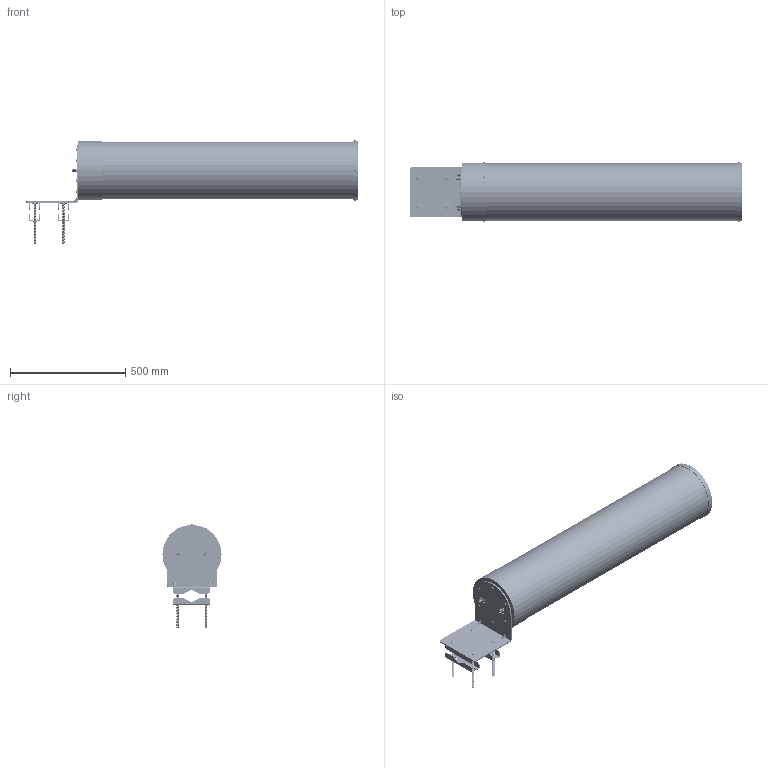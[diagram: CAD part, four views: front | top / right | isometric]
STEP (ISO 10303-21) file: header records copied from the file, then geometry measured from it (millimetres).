
FILE_DESCRIPTION (( 'STEP AP214' ), '1' );
FILE_NAME ('FM51OM1021_3D.step', '2022-12-30T19:04:15', ( '' ), ( '' ), 'SwSTEP 2.0', 'SolidWorks 2022', '' );
FILE_SCHEMA (( 'AUTOMOTIVE_DESIGN' ));
Length unit declared in the file: millimetre
Products named in the file (23): Copy of A2.stp^Copy of 900MHZ.stp_FM51OM1021; Copy of A3.stp^Copy of 900MHZ.stp_FM51OM1021; Copy of M4X12ZG.stp^Copy of 900MHZ.stp_FM51OM1021; Copy of M6X10.stp^Copy of 900MHZ.stp_FM51OM1021; Copy of 900MHZ.stp^FM51OM1021; Copy of L2200628_.stp^Copy of 900MHZ.stp_FM51OM1021; Copy of 3.stp^Copy of 900MHZ.stp_FM51OM1021; Copy of 6_GBT94.stp^Copy of 900MHZ.stp_FM51OM1021; Copy of A4.stp^Copy of 900MHZ.stp_FM51OM1021; Copy of Brackets^FM51OM1021; Copy of M6FKLM.stp^Copy of 900MHZ.stp_FM51OM1021; Copy of M10X200.stp^Copy of 900MHZ.stp_FM51OM1021; Copy of N-KLH-3.stp^Copy of 900MHZ.stp_FM51OM1021; Copy of M10.stp^Copy of 900MHZ.stp_FM51OM1021; Copy of 2.stp^Copy of 900MHZ.stp_FM51OM1021; Copy of M4X16.stp^Copy of 900MHZ.stp_FM51OM1021; Copy of M4X20.stp^Copy of 900MHZ.stp_FM51OM1021; FM51OM1021_3D; Copy of A1.stp^Copy of 900MHZ.stp_FM51OM1021; Copy of M6_12YMLD.stp^Copy of 900MHZ.stp_FM51OM1021; Copy of M6X5YMDQ.stp^Copy of 900MHZ.stp_FM51OM1021; Copy of M4.stp^Copy of 900MHZ.stp_FM51OM1021; Copy of 1.stp^Copy of 900MHZ.stp_FM51OM1021
Assembly tree (89 placements, depth 3):
  FM51OM1021_3D
    Copy of 900MHZ.stp^FM51OM1021
      Copy of 1.stp^Copy of 900MHZ.stp_FM51OM1021
      Copy of 2.stp^Copy of 900MHZ.stp_FM51OM1021  x12
      Copy of A2.stp^Copy of 900MHZ.stp_FM51OM1021
      Copy of 3.stp^Copy of 900MHZ.stp_FM51OM1021  x2
      Copy of M6_12YMLD.stp^Copy of 900MHZ.stp_FM51OM1021  x4
      Copy of 6_GBT94.stp^Copy of 900MHZ.stp_FM51OM1021  x4
      Copy of M6FKLM.stp^Copy of 900MHZ.stp_FM51OM1021  x4
      Copy of M6X5YMDQ.stp^Copy of 900MHZ.stp_FM51OM1021  x6
      Copy of N-KLH-3.stp^Copy of 900MHZ.stp_FM51OM1021  x2
      Copy of A1.stp^Copy of 900MHZ.stp_FM51OM1021
      Copy of A3.stp^Copy of 900MHZ.stp_FM51OM1021
      Copy of A4.stp^Copy of 900MHZ.stp_FM51OM1021
      Copy of M4X16.stp^Copy of 900MHZ.stp_FM51OM1021  x16
      Copy of M4X20.stp^Copy of 900MHZ.stp_FM51OM1021  x2
      Copy of M4.stp^Copy of 900MHZ.stp_FM51OM1021  x2
      Copy of M6X10.stp^Copy of 900MHZ.stp_FM51OM1021  x6
      Copy of M4X12ZG.stp^Copy of 900MHZ.stp_FM51OM1021  x11
      Copy of L2200628_.stp^Copy of 900MHZ.stp_FM51OM1021  x2
      Copy of M10X200.stp^Copy of 900MHZ.stp_FM51OM1021  x4
      Copy of M10.stp^Copy of 900MHZ.stp_FM51OM1021  x4
    Copy of Brackets^FM51OM1021  x2
Bounding box: 1441 x 262.09 x 449.04 mm (x, y, z)
Volume: 3773098.2 mm3; surface area: 3236470.6 mm2
Topology: 52 solids, 136 shells, 12548 faces, 34563 edges, 22170 vertices
Faces by surface type: plane 7261, cylinder 3665, bspline 1381, cone 241
Entity records: 200294 total; most frequent: CARTESIAN_POINT 106276, ORIENTED_EDGE 16248, DIRECTION 11028, EDGE_CURVE 8134, VERTEX_POINT 5294, AXIS2_PLACEMENT_3D 3806, B_SPLINE_CURVE_WITH_KNOTS 3486, VECTOR 3416
